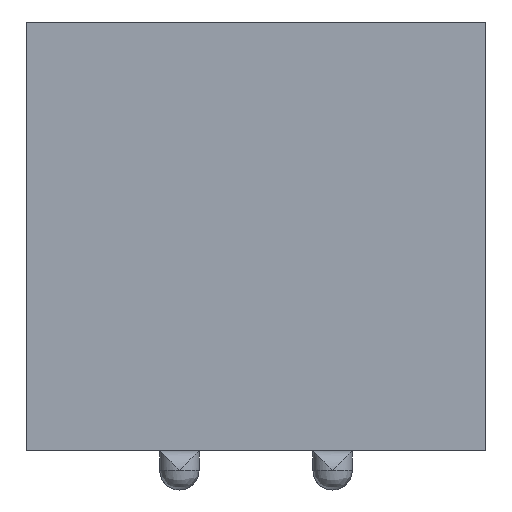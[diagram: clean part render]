
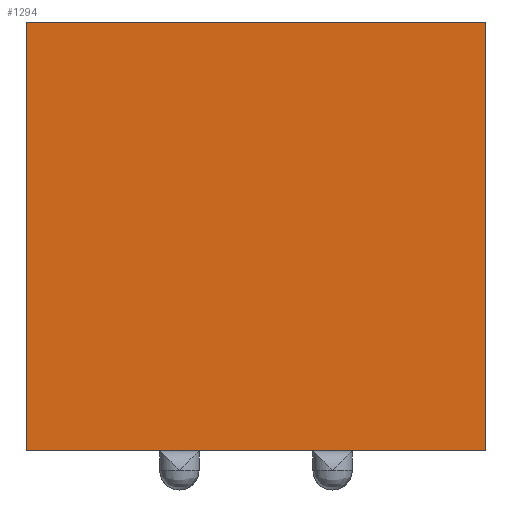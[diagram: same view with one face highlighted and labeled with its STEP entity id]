
A CAD part, front view. The second image highlights one B-rep face of the part: STEP entity #1294.
In plain terms, the highlighted planar face has unit normal (0, -1, 0).
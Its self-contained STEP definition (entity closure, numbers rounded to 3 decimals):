
#42 = LINE ( 'NONE', #1726, #1525 ) ;
#109 = VERTEX_POINT ( 'NONE', #1710 ) ;
#130 = FACE_OUTER_BOUND ( 'NONE', #1650, .T. ) ;
#174 = CARTESIAN_POINT ( 'NONE',  ( 3.75, -2.95, 7. ) ) ;
#184 = EDGE_CURVE ( 'NONE', #1798, #1010, #42, .T. ) ;
#239 = LINE ( 'NONE', #651, #990 ) ;
#252 = EDGE_CURVE ( 'NONE', #1010, #109, #266, .T. ) ;
#266 = LINE ( 'NONE', #1109, #293 ) ;
#293 = VECTOR ( 'NONE', #1500, 1000. ) ;
#344 = LINE ( 'NONE', #901, #943 ) ;
#414 = ORIENTED_EDGE ( 'NONE', *, *, #1535, .F. ) ;
#527 = EDGE_CURVE ( 'NONE', #1552, #1798, #239, .T. ) ;
#636 = DIRECTION ( 'NONE',  ( 0., 0., 1. ) ) ;
#651 = CARTESIAN_POINT ( 'NONE',  ( -3.75, -2.95, 7. ) ) ;
#800 = DIRECTION ( 'NONE',  ( 1., 0., 0. ) ) ;
#869 = CARTESIAN_POINT ( 'NONE',  ( 3.75, -2.95, 0. ) ) ;
#901 = CARTESIAN_POINT ( 'NONE',  ( -3.75, -2.95, 7. ) ) ;
#928 = ORIENTED_EDGE ( 'NONE', *, *, #252, .F. ) ;
#943 = VECTOR ( 'NONE', #636, 1000. ) ;
#990 = VECTOR ( 'NONE', #800, 1000. ) ;
#1010 = VERTEX_POINT ( 'NONE', #869 ) ;
#1092 = ORIENTED_EDGE ( 'NONE', *, *, #527, .F. ) ;
#1107 = PLANE ( 'NONE',  #1802 ) ;
#1109 = CARTESIAN_POINT ( 'NONE',  ( -3.75, -2.95, 0. ) ) ;
#1228 = CARTESIAN_POINT ( 'NONE',  ( -3.75, -2.95, 7. ) ) ;
#1240 = DIRECTION ( 'NONE',  ( 0., 0., 1. ) ) ;
#1253 = DIRECTION ( 'NONE',  ( 0., 1., 0. ) ) ;
#1294 = ADVANCED_FACE ( 'NONE', ( #130 ), #1107, .F. ) ;
#1301 = CARTESIAN_POINT ( 'NONE',  ( -3.75, -2.95, 7. ) ) ;
#1455 = DIRECTION ( 'NONE',  ( 0., 0., -1. ) ) ;
#1500 = DIRECTION ( 'NONE',  ( -1., 0., 0. ) ) ;
#1525 = VECTOR ( 'NONE', #1455, 1000. ) ;
#1535 = EDGE_CURVE ( 'NONE', #109, #1552, #344, .T. ) ;
#1552 = VERTEX_POINT ( 'NONE', #1301 ) ;
#1650 = EDGE_LOOP ( 'NONE', ( #1744, #1092, #414, #928 ) ) ;
#1710 = CARTESIAN_POINT ( 'NONE',  ( -3.75, -2.95, 0. ) ) ;
#1726 = CARTESIAN_POINT ( 'NONE',  ( 3.75, -2.95, 7. ) ) ;
#1744 = ORIENTED_EDGE ( 'NONE', *, *, #184, .F. ) ;
#1798 = VERTEX_POINT ( 'NONE', #174 ) ;
#1802 = AXIS2_PLACEMENT_3D ( 'NONE', #1228, #1253, #1240 ) ;
